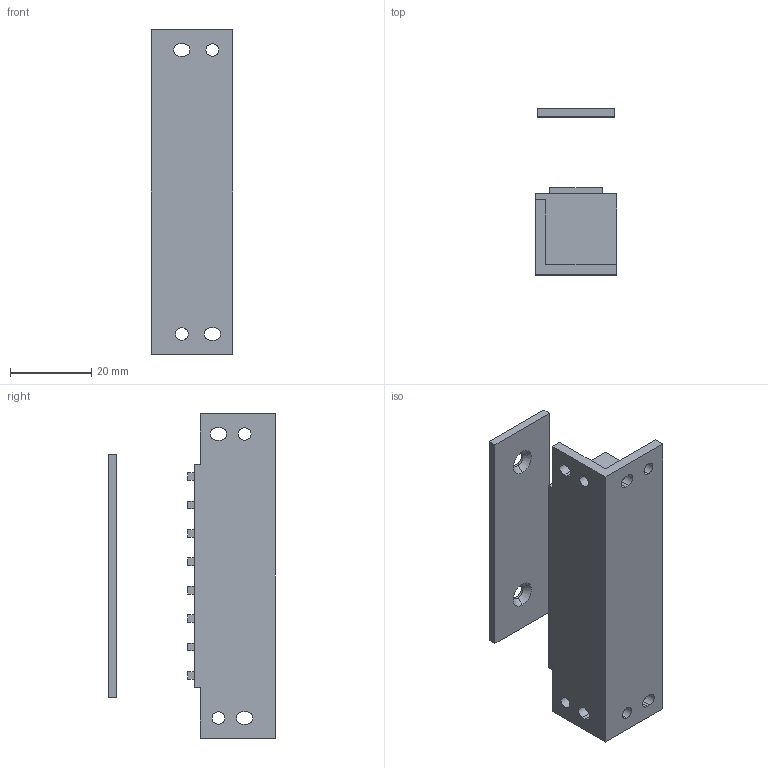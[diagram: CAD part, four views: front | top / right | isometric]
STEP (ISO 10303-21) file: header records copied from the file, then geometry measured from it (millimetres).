
FILE_DESCRIPTION (( 'STEP AP203' ), '1' );
FILE_NAME ('C-158-2.STEP', '2009-06-30T12:27:17', ( ' ' ), ( ' ' ), 'SwSTEP 2.0', 'SolidWorks 2007', '' );
FILE_SCHEMA (( 'CONFIG_CONTROL_DESIGN' ));
Length unit declared in the file: millimetre
Products named in the file (3): C-158-2; C-158-2乣5杮懱__C-158-2; C-158-2乣5庴斅__C-158-2
Assembly tree (2 placements, depth 2):
  C-158-2
    C-158-2乣5杮懱__C-158-2
    C-158-2乣5庴斅__C-158-2
Bounding box: 20 x 41 x 80 mm (x, y, z)
Volume: 26582.4 mm3; surface area: 10142 mm2
Topology: 2 solids, 2 shells, 94 faces, 242 edges, 160 vertices
Faces by surface type: plane 68, cylinder 22, cone 4
Entity records: 3187 total; most frequent: CARTESIAN_POINT 501, DIRECTION 488, ORIENTED_EDGE 484, EDGE_CURVE 242, VECTOR 194, LINE 194, VERTEX_POINT 160, AXIS2_PLACEMENT_3D 147
